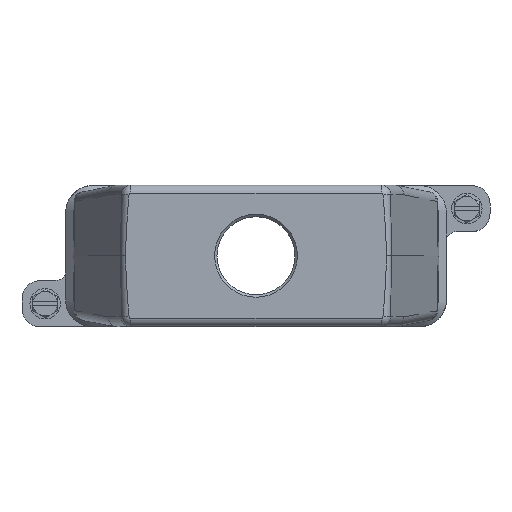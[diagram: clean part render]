
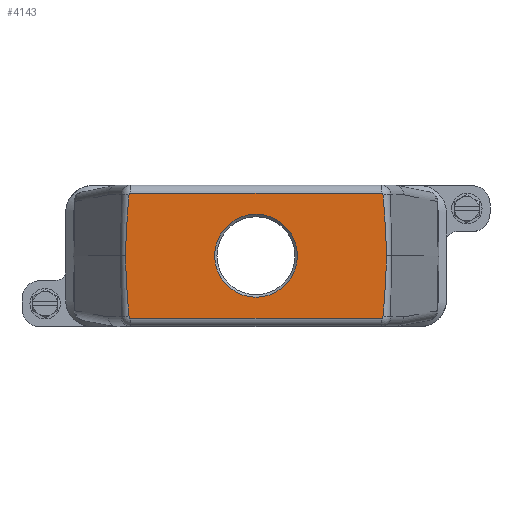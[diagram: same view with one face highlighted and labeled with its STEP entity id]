
A CAD part, top view. The second image highlights one B-rep face of the part: STEP entity #4143.
In plain terms, the highlighted planar face has unit normal (0, 0, 1).
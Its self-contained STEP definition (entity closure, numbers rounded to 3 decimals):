
#182=ELLIPSE('',#12889,229.215,4.);
#183=ELLIPSE('',#12890,229.215,4.);
#184=ELLIPSE('',#12893,229.215,4.);
#185=ELLIPSE('',#12894,229.215,4.);
#3834=FACE_BOUND('',#5407,.T.);
#3835=FACE_BOUND('',#5408,.T.);
#4143=ADVANCED_FACE('',(#3834,#3835),#4648,.F.);
#4648=PLANE('',#12896);
#5407=EDGE_LOOP('',(#7463));
#5408=EDGE_LOOP('',(#7464,#7465,#7466,#7467,#7468,#7469,#7470,#7471,#7472,
#7473));
#5990=LINE('',#16413,#6662);
#5991=LINE('',#16424,#6663);
#6662=VECTOR('',#13891,1.);
#6663=VECTOR('',#13900,1.);
#7463=ORIENTED_EDGE('',*,*,#10789,.T.);
#7464=ORIENTED_EDGE('',*,*,#10790,.T.);
#7465=ORIENTED_EDGE('',*,*,#10791,.T.);
#7466=ORIENTED_EDGE('',*,*,#10792,.T.);
#7467=ORIENTED_EDGE('',*,*,#10793,.T.);
#7468=ORIENTED_EDGE('',*,*,#10794,.T.);
#7469=ORIENTED_EDGE('',*,*,#10795,.T.);
#7470=ORIENTED_EDGE('',*,*,#10796,.T.);
#7471=ORIENTED_EDGE('',*,*,#10797,.T.);
#7472=ORIENTED_EDGE('',*,*,#10798,.T.);
#7473=ORIENTED_EDGE('',*,*,#10799,.T.);
#9942=VERTEX_POINT('',#16412);
#9943=VERTEX_POINT('',#16414);
#9944=VERTEX_POINT('',#16415);
#9945=VERTEX_POINT('',#16417);
#9946=VERTEX_POINT('',#16419);
#9947=VERTEX_POINT('',#16421);
#9948=VERTEX_POINT('',#16423);
#9949=VERTEX_POINT('',#16425);
#9950=VERTEX_POINT('',#16427);
#9951=VERTEX_POINT('',#16429);
#9952=VERTEX_POINT('',#16431);
#10789=EDGE_CURVE('',#9942,#9942,#12009,.T.);
#10790=EDGE_CURVE('',#9943,#9944,#5990,.T.);
#10791=EDGE_CURVE('',#9944,#9945,#12010,.T.);
#10792=EDGE_CURVE('',#9945,#9946,#182,.T.);
#10793=EDGE_CURVE('',#9946,#9947,#183,.T.);
#10794=EDGE_CURVE('',#9947,#9948,#12011,.T.);
#10795=EDGE_CURVE('',#9948,#9949,#5991,.T.);
#10796=EDGE_CURVE('',#9949,#9950,#12012,.T.);
#10797=EDGE_CURVE('',#9950,#9951,#184,.T.);
#10798=EDGE_CURVE('',#9951,#9952,#185,.T.);
#10799=EDGE_CURVE('',#9952,#9943,#12013,.T.);
#12009=CIRCLE('',#12887,17.);
#12010=CIRCLE('',#12888,0.707);
#12011=CIRCLE('',#12891,0.707);
#12012=CIRCLE('',#12892,0.707);
#12013=CIRCLE('',#12895,0.707);
#12887=AXIS2_PLACEMENT_3D('',#16411,#13889,#13890);
#12888=AXIS2_PLACEMENT_3D('',#16416,#13892,#13893);
#12889=AXIS2_PLACEMENT_3D('',#16418,#13894,#13895);
#12890=AXIS2_PLACEMENT_3D('',#16420,#13896,#13897);
#12891=AXIS2_PLACEMENT_3D('',#16422,#13898,#13899);
#12892=AXIS2_PLACEMENT_3D('',#16426,#13901,#13902);
#12893=AXIS2_PLACEMENT_3D('',#16428,#13903,#13904);
#12894=AXIS2_PLACEMENT_3D('',#16430,#13905,#13906);
#12895=AXIS2_PLACEMENT_3D('',#16432,#13907,#13908);
#12896=AXIS2_PLACEMENT_3D('',#16433,#13909,#13910);
#13889=DIRECTION('',(0.,0.,-1.));
#13890=DIRECTION('',(-1.,0.,0.));
#13891=DIRECTION('',(1.,0.,0.));
#13892=DIRECTION('',(0.,0.,1.));
#13893=DIRECTION('',(-1.,0.,0.));
#13894=DIRECTION('',(0.,0.,1.));
#13895=DIRECTION('',(0.013,1.,0.));
#13896=DIRECTION('',(0.,0.,1.));
#13897=DIRECTION('',(-0.013,1.,0.));
#13898=DIRECTION('',(0.,0.,1.));
#13899=DIRECTION('',(-1.,0.,0.));
#13900=DIRECTION('',(-1.,0.,0.));
#13901=DIRECTION('',(0.,0.,1.));
#13902=DIRECTION('',(-1.,0.,0.));
#13903=DIRECTION('',(0.,0.,1.));
#13904=DIRECTION('',(0.013,1.,0.));
#13905=DIRECTION('',(0.,0.,1.));
#13906=DIRECTION('',(-0.013,1.,0.));
#13907=DIRECTION('',(0.,0.,1.));
#13908=DIRECTION('',(-1.,0.,0.));
#13909=DIRECTION('',(0.,0.,-1.));
#13910=DIRECTION('',(-1.,0.,0.));
#16411=CARTESIAN_POINT('',(0.,0.,91.95));
#16412=CARTESIAN_POINT('',(-17.,0.,91.95));
#16413=CARTESIAN_POINT('',(0.,-25.707,91.95));
#16414=CARTESIAN_POINT('',(-51.365,-25.707,91.95));
#16415=CARTESIAN_POINT('',(51.365,-25.707,91.95));
#16416=CARTESIAN_POINT('',(51.365,-25.,91.95));
#16417=CARTESIAN_POINT('',(52.068,-25.078,91.95));
#16418=CARTESIAN_POINT('',(54.386,200.55,91.95));
#16419=CARTESIAN_POINT('',(53.637,0.,91.95));
#16420=CARTESIAN_POINT('',(54.386,-200.55,91.95));
#16421=CARTESIAN_POINT('',(52.068,25.078,91.95));
#16422=CARTESIAN_POINT('',(51.365,25.,91.95));
#16423=CARTESIAN_POINT('',(51.365,25.707,91.95));
#16424=CARTESIAN_POINT('',(0.,25.707,91.95));
#16425=CARTESIAN_POINT('',(-51.365,25.707,91.95));
#16426=CARTESIAN_POINT('',(-51.365,25.,91.95));
#16427=CARTESIAN_POINT('',(-52.068,25.078,91.95));
#16428=CARTESIAN_POINT('',(-54.386,-200.55,91.95));
#16429=CARTESIAN_POINT('',(-53.637,0.,91.95));
#16430=CARTESIAN_POINT('',(-54.386,200.55,91.95));
#16431=CARTESIAN_POINT('',(-52.068,-25.078,91.95));
#16432=CARTESIAN_POINT('',(-51.365,-25.,91.95));
#16433=CARTESIAN_POINT('',(60.,-30.,91.95));
